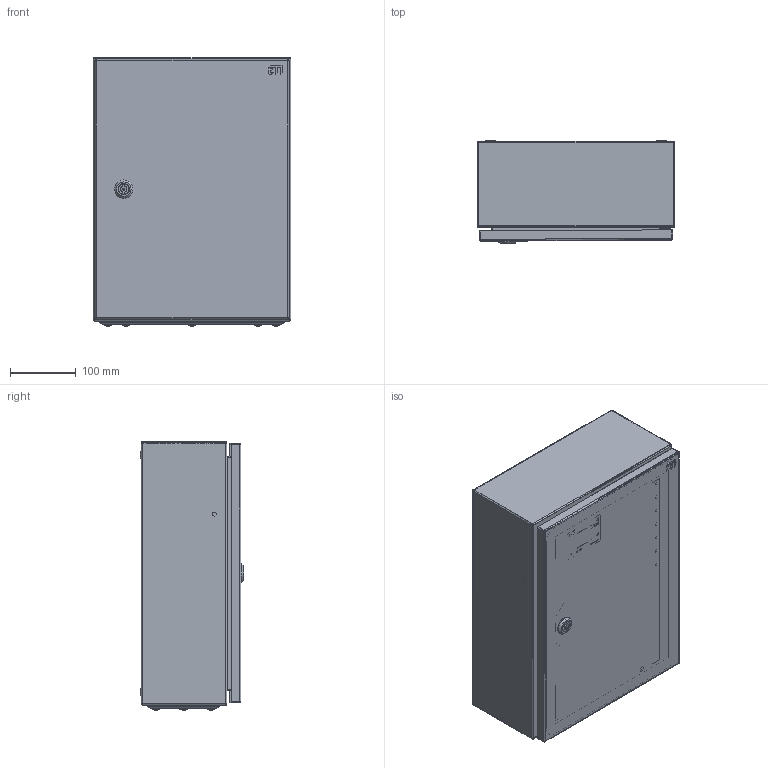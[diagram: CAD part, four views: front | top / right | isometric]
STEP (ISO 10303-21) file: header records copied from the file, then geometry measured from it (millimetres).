
FILE_DESCRIPTION((''),'2;1');
FILE_NAME('GT_40_30_15_ASM','2021-11-04T',('marketing.praksa'),('Audax d.o.o.'),'CREO PARAMETRIC BY PTC INC, 2017480','CREO PARAMETRIC BY PTC INC, 2017480','');
FILE_SCHEMA(('AUTOMOTIVE_DESIGN { 1 0 10303 214 1 1 1 1 }'));
Products named in the file (37): ETI_LOGO_1_1_1_1_1_2_3_4_5_6_1_; ETI_LOGO_2_1_1_1_1_2_3_4_5_6_1_; ETI_LOGO_3_1_1_1_1_2_3_4_5_6_1_; DRZWI_1_2_3_4_5_6_7_8_9_10_1_1_; DRZWI_1_2_3_4_5_6_7_8_9_10_2_1_; ZAWIAS_3_ST47_002_ELEMENT-376_3; ZAWIAS_3_ST47_002_ELEMENT-376_4; DRZWI_1_2_3_4_5_6_7_8_9_10_3_1_; DRZWI_1_2_3_4_5_6_7_8_9_10_4_1_; DRZWI_1_2_3_4_5_6_7_8_9_10_5_1_; 1_EB_1000-U6_H__KORPUS_1_2_3_12; 1_EB_1000-U6_H__WK_ADKA_1_2__14; 1_EB_1000-U6_H__SRUBA_1_2_3__13; DRZWI_1_2_3_4_5_6_7_8_9_10_6_1_; 1_EB_1000-U6_H__NAKR_TKA_1_2_16; DRZWI_1_2_3_4_5_6_7_8_9_10_7_1_; ANSI_B27_7M_3CMI-4-37652_1_1_1_; DRZWI_1_2_3_4_5_6_7_8_9_10_8_1_; DRZWI_1_2_3_4_5_6_7_8_9_10_9_1_; ANSI_B27_7M_3CMI-4-37655_1_1_1_; DRZWI_1_2_3_4_5_6_7_8_9_10_10_2; KOR_GT_40-30-15_1_1_1_1; PRZEPUST_1_2_3_4_5_6_1_1_1_1; ZAWIAS_1_2_3_4_5_6_1_1_1_1; TULEJA_1_2_3_4_5_6_1_1_1_1; PLYTA_1_2_3_4_5_6_1_1_1_1; NAKRETKA_M8_1_2_3_4_5_6_1_1_1_1; ZASLEPKA_10_7_1_2_3_4_1_1_1_1; SCREWS_40-30-15_1_1; SCREWS_40-30-15_1_2; SCREWS_40-30-15_1_3; SCREWS_40-30-15_1_4; SCREWS_40-30-15_1_5; SCREWS_40-30-15_1_6; SCREWS_40-30-15_1_7; SCREWS_40-30-15_1_8; GT_40_30_15_ASM
Assembly tree (46 placements, depth 2):
  GT_40_30_15_ASM
    ETI_LOGO_1_1_1_1_1_2_3_4_5_6_1_
    ETI_LOGO_2_1_1_1_1_2_3_4_5_6_1_
    ETI_LOGO_3_1_1_1_1_2_3_4_5_6_1_
    DRZWI_1_2_3_4_5_6_7_8_9_10_1_1_
    DRZWI_1_2_3_4_5_6_7_8_9_10_2_1_
    ZAWIAS_3_ST47_002_ELEMENT-376_3
    ZAWIAS_3_ST47_002_ELEMENT-376_4
    DRZWI_1_2_3_4_5_6_7_8_9_10_3_1_
    DRZWI_1_2_3_4_5_6_7_8_9_10_4_1_
    DRZWI_1_2_3_4_5_6_7_8_9_10_5_1_
    1_EB_1000-U6_H__KORPUS_1_2_3_12
    1_EB_1000-U6_H__WK_ADKA_1_2__14
    1_EB_1000-U6_H__SRUBA_1_2_3__13
    DRZWI_1_2_3_4_5_6_7_8_9_10_6_1_
    1_EB_1000-U6_H__NAKR_TKA_1_2_16
    DRZWI_1_2_3_4_5_6_7_8_9_10_7_1_
    ANSI_B27_7M_3CMI-4-37652_1_1_1_
    DRZWI_1_2_3_4_5_6_7_8_9_10_8_1_
    DRZWI_1_2_3_4_5_6_7_8_9_10_9_1_
    ANSI_B27_7M_3CMI-4-37655_1_1_1_
    DRZWI_1_2_3_4_5_6_7_8_9_10_10_2
    KOR_GT_40-30-15_1_1_1_1
    PRZEPUST_1_2_3_4_5_6_1_1_1_1
    ZAWIAS_1_2_3_4_5_6_1_1_1_1  x2
    TULEJA_1_2_3_4_5_6_1_1_1_1  x4
    PLYTA_1_2_3_4_5_6_1_1_1_1
    NAKRETKA_M8_1_2_3_4_5_6_1_1_1_1  x4
    ZASLEPKA_10_7_1_2_3_4_1_1_1_1  x4
    SCREWS_40-30-15_1_1
    SCREWS_40-30-15_1_2
    SCREWS_40-30-15_1_3
    SCREWS_40-30-15_1_4
    SCREWS_40-30-15_1_5
    SCREWS_40-30-15_1_6
    SCREWS_40-30-15_1_7
    SCREWS_40-30-15_1_8
Bounding box: 300 x 157.54 x 407.94 mm (x, y, z)
Volume: 1038010.8 mm3; surface area: 1344794 mm2
Topology: 46 solids, 46 shells, 2507 faces, 6936 edges, 4629 vertices
Faces by surface type: plane 1110, cylinder 914, extrusion 136, cone 120, torus 116, bspline 65, sphere 46
Entity records: 87570 total; most frequent: CARTESIAN_POINT 17473, DIRECTION 10534, ORIENTED_EDGE 10386, PRESENTATION_STYLE_ASSIGNMENT 5502, STYLED_ITEM 5502, CURVE_STYLE 5193, EDGE_CURVE 5193, AXIS2_PLACEMENT_3D 3850
